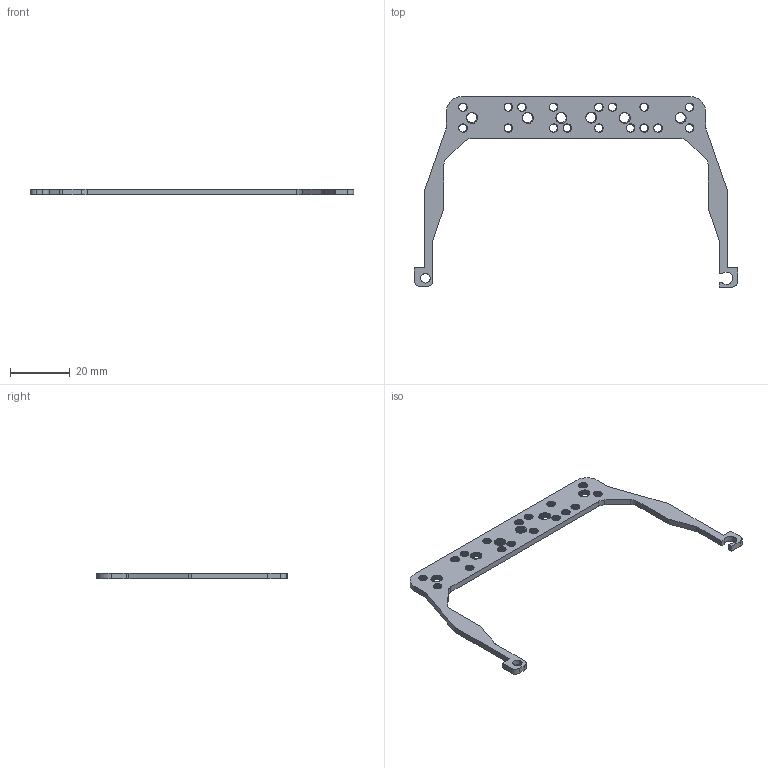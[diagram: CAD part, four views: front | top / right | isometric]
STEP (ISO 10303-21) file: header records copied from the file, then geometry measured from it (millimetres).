
FILE_DESCRIPTION(/* description */ ('CAx-IF Rec.Pracs.---Representation and Presentation of Product Manufacturing Information (PMI)---4.0---2014-10-13','CAx-IF Rec.Pracs.---3D Tessellated Geometry---0.4---2014-09-14','2;1'),/* implementation_level */ '2;1');
FILE_NAME(/* name */ '1980020030042_01-M24B_E-PE_屏蔽端固线板_镀蓝白锌_成品_挂镀_',/* time_stamp */ '2024-04-01T16:30:44+08:00',/* author */ (''),/* organization */ (''),/* preprocessor_version */ 'ST-DEVELOPER v18.1',/* originating_system */ 'SIEMENS PLM Software NX 1980',/* authorisation */ $);
FILE_SCHEMA (('AP242_MANAGED_MODEL_BASED_3D_ENGINEERING_MIM_LF { 1 0 10303 442 3 1 4 }'));
Length unit declared in the file: millimetre
Products named in the file (1): 1980020030042_01-M24B_E-PE_屏蔽端固线板_镀蓝白锌_
成品_挂镀_
Bounding box: 108.5 x 63.9 x 2 mm (x, y, z)
Volume: 2972 mm3; surface area: 4528.2 mm2
Topology: 1 solids, 1 shells, 138 faces, 408 edges, 272 vertices
Faces by surface type: cylinder 65, bspline 46, plane 27
Full cylindrical faces by diameter (mm): 3.2 x1
Entity records: 29511 total; most frequent: CARTESIAN_POINT 25972, ORIENTED_EDGE 814, DIRECTION 571, EDGE_CURVE 407, VERTEX_POINT 272, AXIS2_PLACEMENT_3D 239, EDGE_LOOP 187, FACE_BOUND 187
